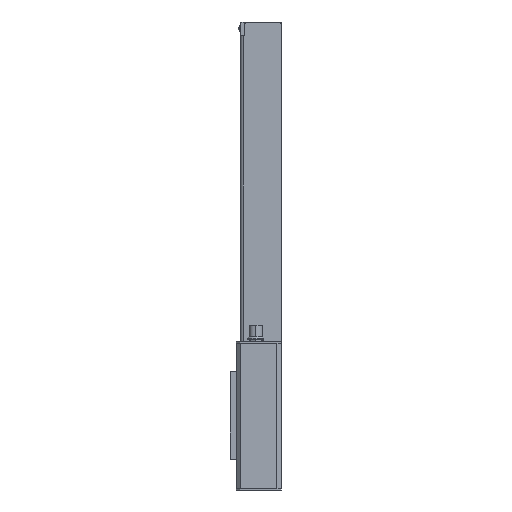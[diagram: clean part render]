
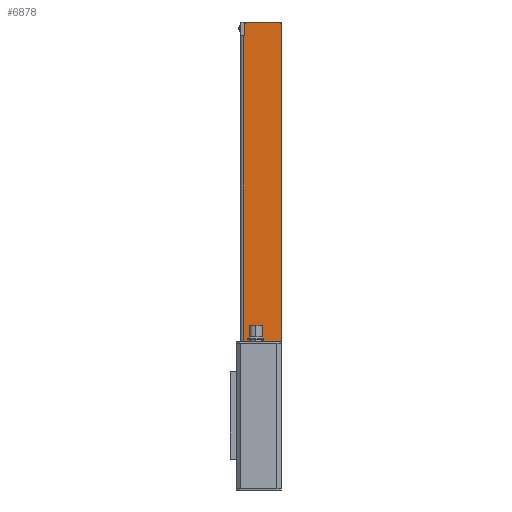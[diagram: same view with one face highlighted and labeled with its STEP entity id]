
A CAD part, left-side view. The second image highlights one B-rep face of the part: STEP entity #6878.
In plain terms, the highlighted planar face has unit normal (-1, 0, 0).
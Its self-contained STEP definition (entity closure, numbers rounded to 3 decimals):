
#188 = DIRECTION ( 'NONE',  ( -1., 0., 0. ) ) ;
#329 = DIRECTION ( 'NONE',  ( 0., 0., -1. ) ) ;
#340 = ORIENTED_EDGE ( 'NONE', *, *, #17844, .T. ) ;
#1305 = CIRCLE ( 'NONE', #15913, 2. ) ;
#1588 = DIRECTION ( 'NONE',  ( 0., -1., 0. ) ) ;
#2007 = VECTOR ( 'NONE', #18297, 1000. ) ;
#2225 = ORIENTED_EDGE ( 'NONE', *, *, #8601, .F. ) ;
#2258 = EDGE_CURVE ( 'NONE', #13134, #20054, #1305, .T. ) ;
#2685 = VERTEX_POINT ( 'NONE', #13880 ) ;
#2920 = CIRCLE ( 'NONE', #23355, 2. ) ;
#3691 = LINE ( 'NONE', #15337, #18574 ) ;
#4429 = ORIENTED_EDGE ( 'NONE', *, *, #9853, .T. ) ;
#5298 = ORIENTED_EDGE ( 'NONE', *, *, #2258, .T. ) ;
#5742 = DIRECTION ( 'NONE',  ( -1., 0., 0. ) ) ;
#6838 = EDGE_CURVE ( 'NONE', #18932, #7002, #19270, .T. ) ;
#6878 = ADVANCED_FACE ( 'NONE', ( #9687 ), #15330, .F. ) ;
#7002 = VERTEX_POINT ( 'NONE', #19767 ) ;
#7259 = EDGE_CURVE ( 'NONE', #19554, #22462, #20265, .T. ) ;
#7613 = CARTESIAN_POINT ( 'NONE',  ( -51.27, 14.125, 402. ) ) ;
#7769 = CARTESIAN_POINT ( 'NONE',  ( -51.27, 14.125, 458.673 ) ) ;
#8601 = EDGE_CURVE ( 'NONE', #19554, #23190, #24090, .T. ) ;
#9156 = CARTESIAN_POINT ( 'NONE',  ( -51.27, 14.125, 10. ) ) ;
#9305 = CARTESIAN_POINT ( 'NONE',  ( -51.27, 14.125, 458.673 ) ) ;
#9400 = CARTESIAN_POINT ( 'NONE',  ( -51.27, -19., 412.2 ) ) ;
#9687 = FACE_OUTER_BOUND ( 'NONE', #20630, .T. ) ;
#9853 = EDGE_CURVE ( 'NONE', #20054, #2685, #3691, .T. ) ;
#10353 = CARTESIAN_POINT ( 'NONE',  ( -51.27, 14.125, 414.2 ) ) ;
#11887 = DIRECTION ( 'NONE',  ( 0., 0., -1. ) ) ;
#12164 = ORIENTED_EDGE ( 'NONE', *, *, #17957, .T. ) ;
#12361 = ORIENTED_EDGE ( 'NONE', *, *, #12522, .T. ) ;
#12473 = DIRECTION ( 'NONE',  ( 0., 0., -1. ) ) ;
#12522 = EDGE_CURVE ( 'NONE', #16214, #18932, #25735, .T. ) ;
#12914 = VECTOR ( 'NONE', #329, 1000. ) ;
#13134 = VERTEX_POINT ( 'NONE', #22817 ) ;
#13237 = DIRECTION ( 'NONE',  ( 0., 0., -1. ) ) ;
#13880 = CARTESIAN_POINT ( 'NONE',  ( -51.27, 13., 402. ) ) ;
#13963 = AXIS2_PLACEMENT_3D ( 'NONE', #9305, #25689, #17560 ) ;
#13997 = CARTESIAN_POINT ( 'NONE',  ( -51.27, -21., 12. ) ) ;
#15185 = CARTESIAN_POINT ( 'NONE',  ( -51.27, 13., 412.2 ) ) ;
#15252 = AXIS2_PLACEMENT_3D ( 'NONE', #9400, #23061, #17400 ) ;
#15330 = PLANE ( 'NONE',  #13963 ) ;
#15337 = CARTESIAN_POINT ( 'NONE',  ( -51.27, 13., 458.673 ) ) ;
#15913 = AXIS2_PLACEMENT_3D ( 'NONE', #18105, #188, #12473 ) ;
#16214 = VERTEX_POINT ( 'NONE', #7613 ) ;
#17400 = DIRECTION ( 'NONE',  ( 0., 0., -1. ) ) ;
#17539 = CARTESIAN_POINT ( 'NONE',  ( -51.27, -19., 12. ) ) ;
#17560 = DIRECTION ( 'NONE',  ( 0., 0., -1. ) ) ;
#17844 = EDGE_CURVE ( 'NONE', #7002, #23190, #2920, .T. ) ;
#17957 = EDGE_CURVE ( 'NONE', #2685, #16214, #24098, .T. ) ;
#18088 = LINE ( 'NONE', #10353, #24566 ) ;
#18105 = CARTESIAN_POINT ( 'NONE',  ( -51.27, 11., 412.2 ) ) ;
#18297 = DIRECTION ( 'NONE',  ( 0., 1., 0. ) ) ;
#18555 = CARTESIAN_POINT ( 'NONE',  ( -51.27, 14.125, 402. ) ) ;
#18574 = VECTOR ( 'NONE', #13237, 1000. ) ;
#18932 = VERTEX_POINT ( 'NONE', #9156 ) ;
#19270 = LINE ( 'NONE', #25306, #25711 ) ;
#19554 = VERTEX_POINT ( 'NONE', #22625 ) ;
#19767 = CARTESIAN_POINT ( 'NONE',  ( -51.27, -19., 10. ) ) ;
#19882 = DIRECTION ( 'NONE',  ( 0., 0., -1. ) ) ;
#20054 = VERTEX_POINT ( 'NONE', #15185 ) ;
#20265 = CIRCLE ( 'NONE', #15252, 2. ) ;
#20630 = EDGE_LOOP ( 'NONE', ( #24493, #340, #2225, #20834, #20837, #5298, #4429, #12164, #12361 ) ) ;
#20834 = ORIENTED_EDGE ( 'NONE', *, *, #7259, .T. ) ;
#20837 = ORIENTED_EDGE ( 'NONE', *, *, #22816, .F. ) ;
#21108 = VECTOR ( 'NONE', #11887, 1000. ) ;
#22168 = DIRECTION ( 'NONE',  ( 0., -1., 0. ) ) ;
#22462 = VERTEX_POINT ( 'NONE', #25883 ) ;
#22625 = CARTESIAN_POINT ( 'NONE',  ( -51.27, -21., 412.2 ) ) ;
#22816 = EDGE_CURVE ( 'NONE', #13134, #22462, #18088, .T. ) ;
#22817 = CARTESIAN_POINT ( 'NONE',  ( -51.27, 11., 414.2 ) ) ;
#23061 = DIRECTION ( 'NONE',  ( -1., 0., 0. ) ) ;
#23190 = VERTEX_POINT ( 'NONE', #13997 ) ;
#23355 = AXIS2_PLACEMENT_3D ( 'NONE', #17539, #5742, #19882 ) ;
#24090 = LINE ( 'NONE', #25791, #21108 ) ;
#24098 = LINE ( 'NONE', #18555, #2007 ) ;
#24493 = ORIENTED_EDGE ( 'NONE', *, *, #6838, .T. ) ;
#24566 = VECTOR ( 'NONE', #22168, 1000. ) ;
#25306 = CARTESIAN_POINT ( 'NONE',  ( -51.27, 14.125, 10. ) ) ;
#25689 = DIRECTION ( 'NONE',  ( 1., 0., 0. ) ) ;
#25711 = VECTOR ( 'NONE', #1588, 1000. ) ;
#25735 = LINE ( 'NONE', #7769, #12914 ) ;
#25791 = CARTESIAN_POINT ( 'NONE',  ( -51.27, -21., 458.673 ) ) ;
#25883 = CARTESIAN_POINT ( 'NONE',  ( -51.27, -19., 414.2 ) ) ;
